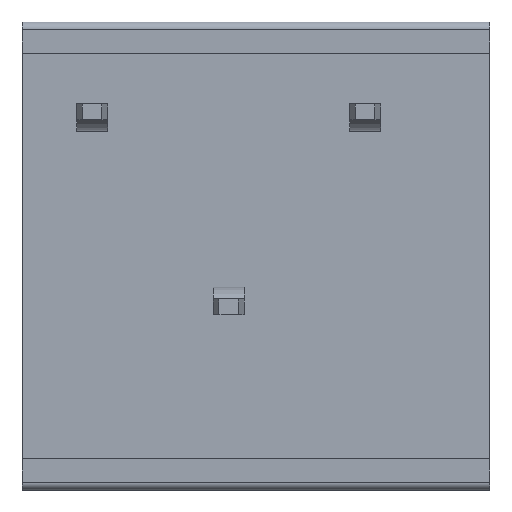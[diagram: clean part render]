
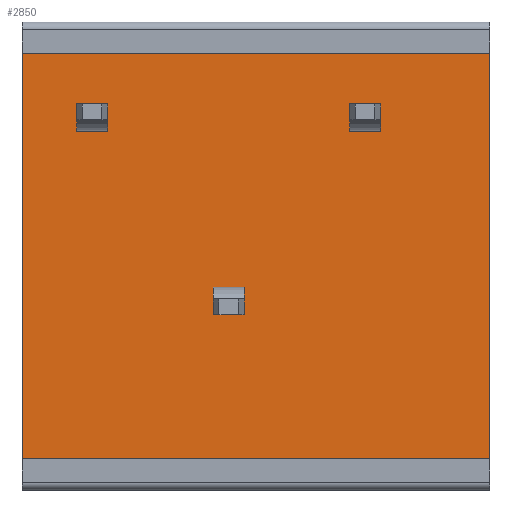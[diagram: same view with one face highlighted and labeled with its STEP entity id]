
A CAD part, front view. The second image highlights one B-rep face of the part: STEP entity #2850.
In plain terms, the highlighted planar face has unit normal (0, -1, 0).
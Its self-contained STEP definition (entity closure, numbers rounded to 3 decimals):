
#54=DIRECTION('',(0.,0.,-1.));
#55=VECTOR('',#54,10.4);
#56=CARTESIAN_POINT('',(1.5,-5.45,5.2));
#57=LINE('',#56,#55);
#180=DIRECTION('',(-1.,0.,0.));
#181=VECTOR('',#180,12.);
#182=CARTESIAN_POINT('',(1.5,-5.45,5.2));
#183=LINE('',#182,#181);
#184=DIRECTION('',(0.,0.,-1.));
#185=VECTOR('',#184,0.4);
#186=CARTESIAN_POINT('',(-2.1,-5.45,3.9));
#187=LINE('',#186,#185);
#188=DIRECTION('',(1.,0.,0.));
#189=VECTOR('',#188,0.8);
#190=CARTESIAN_POINT('',(-2.1,-5.45,3.5));
#191=LINE('',#190,#189);
#192=DIRECTION('',(0.,0.,-1.));
#193=VECTOR('',#192,0.4);
#194=CARTESIAN_POINT('',(-1.3,-5.45,3.9));
#195=LINE('',#194,#193);
#196=DIRECTION('',(1.,0.,0.));
#197=VECTOR('',#196,0.8);
#198=CARTESIAN_POINT('',(-2.1,-5.45,3.9));
#199=LINE('',#198,#197);
#200=DIRECTION('',(0.,0.,-1.));
#201=VECTOR('',#200,0.4);
#202=CARTESIAN_POINT('',(-9.1,-5.45,3.9));
#203=LINE('',#202,#201);
#204=DIRECTION('',(1.,0.,0.));
#205=VECTOR('',#204,0.8);
#206=CARTESIAN_POINT('',(-9.1,-5.45,3.5));
#207=LINE('',#206,#205);
#208=DIRECTION('',(0.,0.,-1.));
#209=VECTOR('',#208,0.4);
#210=CARTESIAN_POINT('',(-8.3,-5.45,3.9));
#211=LINE('',#210,#209);
#212=DIRECTION('',(1.,0.,0.));
#213=VECTOR('',#212,0.8);
#214=CARTESIAN_POINT('',(-9.1,-5.45,3.9));
#215=LINE('',#214,#213);
#216=DIRECTION('',(0.,0.,-1.));
#217=VECTOR('',#216,0.4);
#218=CARTESIAN_POINT('',(-5.6,-5.45,-1.1));
#219=LINE('',#218,#217);
#220=DIRECTION('',(1.,0.,0.));
#221=VECTOR('',#220,0.8);
#222=CARTESIAN_POINT('',(-5.6,-5.45,-1.5));
#223=LINE('',#222,#221);
#224=DIRECTION('',(0.,0.,-1.));
#225=VECTOR('',#224,0.4);
#226=CARTESIAN_POINT('',(-4.8,-5.45,-1.1));
#227=LINE('',#226,#225);
#228=DIRECTION('',(1.,0.,0.));
#229=VECTOR('',#228,0.8);
#230=CARTESIAN_POINT('',(-5.6,-5.45,-1.1));
#231=LINE('',#230,#229);
#232=DIRECTION('',(-1.,0.,0.));
#233=VECTOR('',#232,12.);
#234=CARTESIAN_POINT('',(1.5,-5.45,-5.2));
#235=LINE('',#234,#233);
#1407=DIRECTION('',(0.,0.,-1.));
#1408=VECTOR('',#1407,10.4);
#1409=CARTESIAN_POINT('',(-10.5,-5.45,5.2));
#1410=LINE('',#1409,#1408);
#2020=CARTESIAN_POINT('',(1.5,-5.45,5.2));
#2021=VERTEX_POINT('',#2020);
#2022=CARTESIAN_POINT('',(1.5,-5.45,-5.2));
#2023=VERTEX_POINT('',#2022);
#2068=CARTESIAN_POINT('',(-10.5,-5.45,5.2));
#2069=VERTEX_POINT('',#2068);
#2070=CARTESIAN_POINT('',(-10.5,-5.45,-5.2));
#2071=VERTEX_POINT('',#2070);
#2152=CARTESIAN_POINT('',(-2.1,-5.45,3.9));
#2153=CARTESIAN_POINT('',(-2.1,-5.45,3.5));
#2154=VERTEX_POINT('',#2152);
#2155=VERTEX_POINT('',#2153);
#2156=CARTESIAN_POINT('',(-1.3,-5.45,3.9));
#2157=CARTESIAN_POINT('',(-1.3,-5.45,3.5));
#2158=VERTEX_POINT('',#2156);
#2159=VERTEX_POINT('',#2157);
#2184=CARTESIAN_POINT('',(-5.6,-5.45,-1.1));
#2185=CARTESIAN_POINT('',(-5.6,-5.45,-1.5));
#2186=VERTEX_POINT('',#2184);
#2187=VERTEX_POINT('',#2185);
#2188=CARTESIAN_POINT('',(-4.8,-5.45,-1.1));
#2189=CARTESIAN_POINT('',(-4.8,-5.45,-1.5));
#2190=VERTEX_POINT('',#2188);
#2191=VERTEX_POINT('',#2189);
#2248=CARTESIAN_POINT('',(-9.1,-5.45,3.9));
#2249=VERTEX_POINT('',#2248);
#2250=CARTESIAN_POINT('',(-9.1,-5.45,3.5));
#2251=VERTEX_POINT('',#2250);
#2252=CARTESIAN_POINT('',(-8.3,-5.45,3.9));
#2253=VERTEX_POINT('',#2252);
#2254=CARTESIAN_POINT('',(-8.3,-5.45,3.5));
#2255=VERTEX_POINT('',#2254);
#2807=CARTESIAN_POINT('',(1.5,-5.45,5.2));
#2808=DIRECTION('',(0.,-1.,0.));
#2809=DIRECTION('',(0.,0.,-1.));
#2810=AXIS2_PLACEMENT_3D('',#2807,#2808,#2809);
#2811=PLANE('',#2810);
#2812=ORIENTED_EDGE('',*,*,#2563,.T.);
#2814=ORIENTED_EDGE('',*,*,#2813,.T.);
#2816=ORIENTED_EDGE('',*,*,#2815,.F.);
#2817=ORIENTED_EDGE('',*,*,#2799,.F.);
#2818=EDGE_LOOP('',(#2812,#2814,#2816,#2817));
#2819=FACE_OUTER_BOUND('',#2818,.F.);
#2821=ORIENTED_EDGE('',*,*,#2820,.T.);
#2823=ORIENTED_EDGE('',*,*,#2822,.T.);
#2825=ORIENTED_EDGE('',*,*,#2824,.F.);
#2827=ORIENTED_EDGE('',*,*,#2826,.F.);
#2828=EDGE_LOOP('',(#2821,#2823,#2825,#2827));
#2829=FACE_BOUND('',#2828,.F.);
#2831=ORIENTED_EDGE('',*,*,#2830,.T.);
#2833=ORIENTED_EDGE('',*,*,#2832,.T.);
#2835=ORIENTED_EDGE('',*,*,#2834,.F.);
#2837=ORIENTED_EDGE('',*,*,#2836,.F.);
#2838=EDGE_LOOP('',(#2831,#2833,#2835,#2837));
#2839=FACE_BOUND('',#2838,.F.);
#2841=ORIENTED_EDGE('',*,*,#2840,.T.);
#2843=ORIENTED_EDGE('',*,*,#2842,.T.);
#2845=ORIENTED_EDGE('',*,*,#2844,.F.);
#2847=ORIENTED_EDGE('',*,*,#2846,.F.);
#2848=EDGE_LOOP('',(#2841,#2843,#2845,#2847));
#2849=FACE_BOUND('',#2848,.F.);
#2563=EDGE_CURVE('',#2021,#2023,#57,.T.);
#2799=EDGE_CURVE('',#2021,#2069,#183,.T.);
#2813=EDGE_CURVE('',#2023,#2071,#235,.T.);
#2815=EDGE_CURVE('',#2069,#2071,#1410,.T.);
#2820=EDGE_CURVE('',#2154,#2155,#187,.T.);
#2822=EDGE_CURVE('',#2155,#2159,#191,.T.);
#2824=EDGE_CURVE('',#2158,#2159,#195,.T.);
#2826=EDGE_CURVE('',#2154,#2158,#199,.T.);
#2830=EDGE_CURVE('',#2249,#2251,#203,.T.);
#2832=EDGE_CURVE('',#2251,#2255,#207,.T.);
#2834=EDGE_CURVE('',#2253,#2255,#211,.T.);
#2836=EDGE_CURVE('',#2249,#2253,#215,.T.);
#2840=EDGE_CURVE('',#2186,#2187,#219,.T.);
#2842=EDGE_CURVE('',#2187,#2191,#223,.T.);
#2844=EDGE_CURVE('',#2190,#2191,#227,.T.);
#2846=EDGE_CURVE('',#2186,#2190,#231,.T.);
#2850=ADVANCED_FACE('',(#2819,#2829,#2839,#2849),#2811,.T.);
